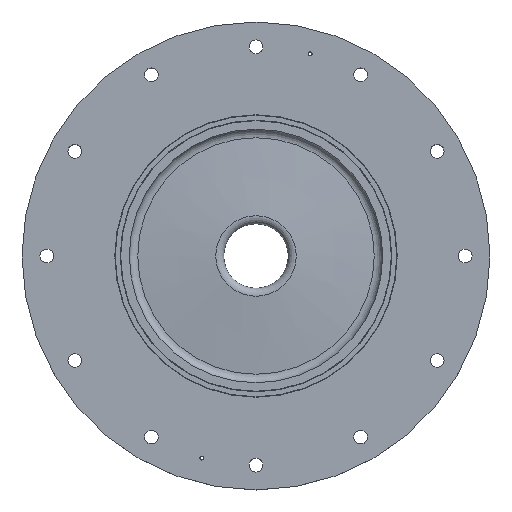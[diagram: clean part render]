
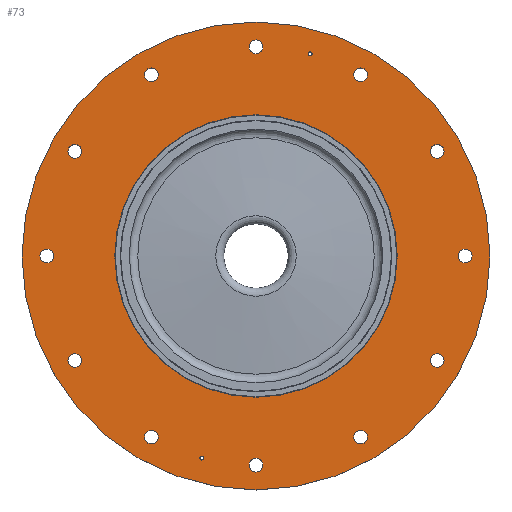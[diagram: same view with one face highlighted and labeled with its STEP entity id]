
A CAD part, top view. The second image highlights one B-rep face of the part: STEP entity #73.
In plain terms, the highlighted planar face has unit normal (0, 0, 1).
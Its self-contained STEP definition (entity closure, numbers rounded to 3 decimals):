
#36=PLANE('',#569);
#73=ADVANCED_FACE('',(#116,#117,#118,#119,#120,#121,#122,#123,#124,#125,
#126,#127,#128,#129,#130,#131),#36,.F.);
#116=FACE_BOUND('',#212,.T.);
#117=FACE_BOUND('',#213,.T.);
#118=FACE_BOUND('',#214,.T.);
#119=FACE_BOUND('',#215,.T.);
#120=FACE_BOUND('',#216,.T.);
#121=FACE_BOUND('',#217,.T.);
#122=FACE_BOUND('',#218,.T.);
#123=FACE_BOUND('',#219,.T.);
#124=FACE_BOUND('',#220,.T.);
#125=FACE_BOUND('',#221,.T.);
#126=FACE_BOUND('',#222,.T.);
#127=FACE_BOUND('',#223,.T.);
#128=FACE_BOUND('',#224,.T.);
#129=FACE_BOUND('',#225,.T.);
#130=FACE_BOUND('',#226,.T.);
#131=FACE_BOUND('',#227,.T.);
#212=EDGE_LOOP('',(#308));
#213=EDGE_LOOP('',(#309));
#214=EDGE_LOOP('',(#310));
#215=EDGE_LOOP('',(#311));
#216=EDGE_LOOP('',(#312));
#217=EDGE_LOOP('',(#313));
#218=EDGE_LOOP('',(#314));
#219=EDGE_LOOP('',(#315));
#220=EDGE_LOOP('',(#316));
#221=EDGE_LOOP('',(#317));
#222=EDGE_LOOP('',(#318));
#223=EDGE_LOOP('',(#319));
#224=EDGE_LOOP('',(#320));
#225=EDGE_LOOP('',(#321));
#226=EDGE_LOOP('',(#322));
#227=EDGE_LOOP('',(#323));
#308=ORIENTED_EDGE('',*,*,#449,.T.);
#309=ORIENTED_EDGE('',*,*,#450,.T.);
#310=ORIENTED_EDGE('',*,*,#451,.T.);
#311=ORIENTED_EDGE('',*,*,#452,.T.);
#312=ORIENTED_EDGE('',*,*,#453,.T.);
#313=ORIENTED_EDGE('',*,*,#454,.T.);
#314=ORIENTED_EDGE('',*,*,#455,.T.);
#315=ORIENTED_EDGE('',*,*,#456,.T.);
#316=ORIENTED_EDGE('',*,*,#457,.T.);
#317=ORIENTED_EDGE('',*,*,#458,.T.);
#318=ORIENTED_EDGE('',*,*,#459,.T.);
#319=ORIENTED_EDGE('',*,*,#460,.T.);
#320=ORIENTED_EDGE('',*,*,#461,.T.);
#321=ORIENTED_EDGE('',*,*,#462,.T.);
#322=ORIENTED_EDGE('',*,*,#463,.T.);
#323=ORIENTED_EDGE('',*,*,#464,.F.);
#401=VERTEX_POINT('',#814);
#402=VERTEX_POINT('',#816);
#403=VERTEX_POINT('',#818);
#404=VERTEX_POINT('',#820);
#405=VERTEX_POINT('',#822);
#406=VERTEX_POINT('',#824);
#407=VERTEX_POINT('',#826);
#408=VERTEX_POINT('',#828);
#409=VERTEX_POINT('',#830);
#410=VERTEX_POINT('',#832);
#411=VERTEX_POINT('',#834);
#412=VERTEX_POINT('',#836);
#413=VERTEX_POINT('',#838);
#414=VERTEX_POINT('',#840);
#415=VERTEX_POINT('',#842);
#416=VERTEX_POINT('',#844);
#449=EDGE_CURVE('',#401,#401,#497,.T.);
#450=EDGE_CURVE('',#402,#402,#498,.T.);
#451=EDGE_CURVE('',#403,#403,#499,.T.);
#452=EDGE_CURVE('',#404,#404,#500,.T.);
#453=EDGE_CURVE('',#405,#405,#501,.T.);
#454=EDGE_CURVE('',#406,#406,#502,.T.);
#455=EDGE_CURVE('',#407,#407,#503,.T.);
#456=EDGE_CURVE('',#408,#408,#504,.T.);
#457=EDGE_CURVE('',#409,#409,#505,.T.);
#458=EDGE_CURVE('',#410,#410,#506,.T.);
#459=EDGE_CURVE('',#411,#411,#507,.T.);
#460=EDGE_CURVE('',#412,#412,#508,.T.);
#461=EDGE_CURVE('',#413,#413,#509,.T.);
#462=EDGE_CURVE('',#414,#414,#510,.T.);
#463=EDGE_CURVE('',#415,#415,#511,.T.);
#464=EDGE_CURVE('',#416,#416,#512,.T.);
#497=CIRCLE('',#553,1.);
#498=CIRCLE('',#554,1.);
#499=CIRCLE('',#555,3.5);
#500=CIRCLE('',#556,3.5);
#501=CIRCLE('',#557,3.5);
#502=CIRCLE('',#558,3.5);
#503=CIRCLE('',#559,3.5);
#504=CIRCLE('',#560,3.5);
#505=CIRCLE('',#561,3.5);
#506=CIRCLE('',#562,3.5);
#507=CIRCLE('',#563,3.5);
#508=CIRCLE('',#564,3.5);
#509=CIRCLE('',#565,3.5);
#510=CIRCLE('',#566,3.5);
#511=CIRCLE('',#567,72.432);
#512=CIRCLE('',#568,120.);
#553=AXIS2_PLACEMENT_3D('',#813,#655,#656);
#554=AXIS2_PLACEMENT_3D('',#815,#657,#658);
#555=AXIS2_PLACEMENT_3D('',#817,#659,#660);
#556=AXIS2_PLACEMENT_3D('',#819,#661,#662);
#557=AXIS2_PLACEMENT_3D('',#821,#663,#664);
#558=AXIS2_PLACEMENT_3D('',#823,#665,#666);
#559=AXIS2_PLACEMENT_3D('',#825,#667,#668);
#560=AXIS2_PLACEMENT_3D('',#827,#669,#670);
#561=AXIS2_PLACEMENT_3D('',#829,#671,#672);
#562=AXIS2_PLACEMENT_3D('',#831,#673,#674);
#563=AXIS2_PLACEMENT_3D('',#833,#675,#676);
#564=AXIS2_PLACEMENT_3D('',#835,#677,#678);
#565=AXIS2_PLACEMENT_3D('',#837,#679,#680);
#566=AXIS2_PLACEMENT_3D('',#839,#681,#682);
#567=AXIS2_PLACEMENT_3D('',#841,#683,#684);
#568=AXIS2_PLACEMENT_3D('',#843,#685,#686);
#569=AXIS2_PLACEMENT_3D('',#845,#687,#688);
#655=DIRECTION('',(0.,0.,-1.));
#656=DIRECTION('',(1.,0.,0.));
#657=DIRECTION('',(0.,0.,-1.));
#658=DIRECTION('',(-1.,0.,0.));
#659=DIRECTION('',(0.,0.,-1.));
#660=DIRECTION('',(-0.5,-0.866,0.));
#661=DIRECTION('',(0.,0.,-1.));
#662=DIRECTION('',(0.,-1.,0.));
#663=DIRECTION('',(0.,0.,-1.));
#664=DIRECTION('',(0.5,-0.866,0.));
#665=DIRECTION('',(0.,0.,-1.));
#666=DIRECTION('',(0.866,-0.5,0.));
#667=DIRECTION('',(0.,0.,-1.));
#668=DIRECTION('',(1.,0.,0.));
#669=DIRECTION('',(0.,0.,-1.));
#670=DIRECTION('',(0.866,0.5,0.));
#671=DIRECTION('',(0.,0.,-1.));
#672=DIRECTION('',(0.5,0.866,0.));
#673=DIRECTION('',(0.,0.,-1.));
#674=DIRECTION('',(0.,1.,0.));
#675=DIRECTION('',(0.,0.,-1.));
#676=DIRECTION('',(-0.5,0.866,0.));
#677=DIRECTION('',(0.,0.,-1.));
#678=DIRECTION('',(-0.866,0.5,0.));
#679=DIRECTION('',(0.,0.,-1.));
#680=DIRECTION('',(-0.866,-0.5,0.));
#681=DIRECTION('',(0.,0.,-1.));
#682=DIRECTION('',(-1.,0.,0.));
#683=DIRECTION('',(0.,0.,-1.));
#684=DIRECTION('',(-1.,0.,0.));
#685=DIRECTION('',(0.,0.,-1.));
#686=DIRECTION('',(-1.,0.,0.));
#687=DIRECTION('',(0.,0.,-1.));
#688=DIRECTION('',(-1.,0.,0.));
#813=CARTESIAN_POINT('',(-27.771,-103.644,13.));
#814=CARTESIAN_POINT('',(-26.771,-103.644,13.));
#815=CARTESIAN_POINT('',(27.771,103.644,13.));
#816=CARTESIAN_POINT('',(26.771,103.644,13.));
#817=CARTESIAN_POINT('',(53.65,92.925,13.));
#818=CARTESIAN_POINT('',(51.9,89.893,13.));
#819=CARTESIAN_POINT('',(0.,107.3,13.));
#820=CARTESIAN_POINT('',(0.,103.8,13.));
#821=CARTESIAN_POINT('',(-53.65,92.925,13.));
#822=CARTESIAN_POINT('',(-51.9,89.893,13.));
#823=CARTESIAN_POINT('',(-92.925,53.65,13.));
#824=CARTESIAN_POINT('',(-89.893,51.9,13.));
#825=CARTESIAN_POINT('',(-107.3,0.,13.));
#826=CARTESIAN_POINT('',(-103.8,0.,13.));
#827=CARTESIAN_POINT('',(-92.925,-53.65,13.));
#828=CARTESIAN_POINT('',(-89.893,-51.9,13.));
#829=CARTESIAN_POINT('',(-53.65,-92.925,13.));
#830=CARTESIAN_POINT('',(-51.9,-89.893,13.));
#831=CARTESIAN_POINT('',(0.,-107.3,13.));
#832=CARTESIAN_POINT('',(0.,-103.8,13.));
#833=CARTESIAN_POINT('',(53.65,-92.925,13.));
#834=CARTESIAN_POINT('',(51.9,-89.893,13.));
#835=CARTESIAN_POINT('',(92.925,-53.65,13.));
#836=CARTESIAN_POINT('',(89.893,-51.9,13.));
#837=CARTESIAN_POINT('',(92.925,53.65,13.));
#838=CARTESIAN_POINT('',(89.893,51.9,13.));
#839=CARTESIAN_POINT('',(107.3,0.,13.));
#840=CARTESIAN_POINT('',(103.8,0.,13.));
#841=CARTESIAN_POINT('',(0.,0.,13.));
#842=CARTESIAN_POINT('',(-72.432,0.,13.));
#843=CARTESIAN_POINT('',(0.,0.,13.));
#844=CARTESIAN_POINT('',(-120.,0.,13.));
#845=CARTESIAN_POINT('',(72.305,0.,13.));
